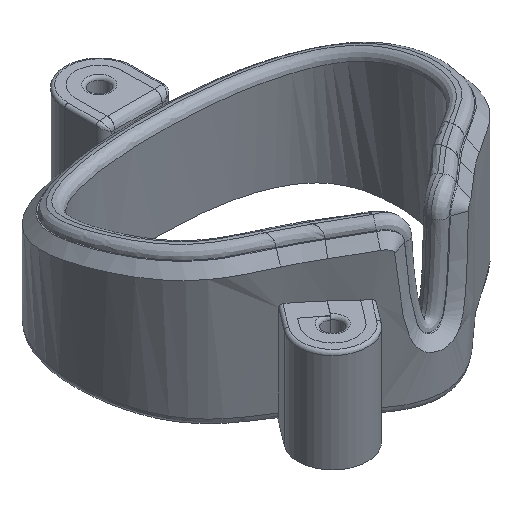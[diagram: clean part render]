
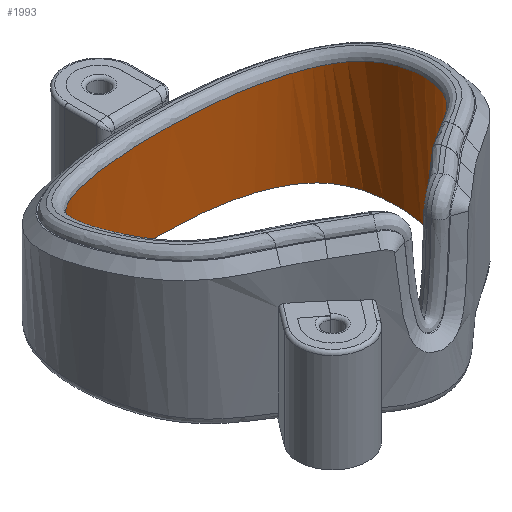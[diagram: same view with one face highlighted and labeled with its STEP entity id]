
A CAD part, isometric view. The second image highlights one B-rep face of the part: STEP entity #1993.
In plain terms, the highlighted free-form (B-spline) face has degree [3, 1] with [21, 2] control points.
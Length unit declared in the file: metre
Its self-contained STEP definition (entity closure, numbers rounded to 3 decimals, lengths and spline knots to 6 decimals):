
#195=B_SPLINE_CURVE_WITH_KNOTS('',3,(#3697,#3698,#3699,#3700,#3701,#3702,
#3703,#3704,#3705,#3706,#3707,#3708,#3709,#3710,#3711,#3712,#3713,#3714,
#3715,#3716,#3717,#3718,#3719,#3720,#3721,#3722,#3723,#3724,#3725,#3726),
 .UNSPECIFIED.,.F.,.F.,(4,1,1,1,1,1,1,1,1,1,1,1,1,1,1,1,1,1,1,1,1,1,1,1,
1,1,1,4),(0.,0.002543,0.005086,0.007629,
0.010171,0.012714,0.015257,0.0178,
0.020343,0.022886,0.025429,0.027971,
0.030514,0.0356,0.040686,0.045772,
0.050857,0.0534,0.055943,0.058486,
0.061029,0.063572,0.066114,0.0712,
0.073743,0.076286,0.078829,0.081372),
 .UNSPECIFIED.);
#196=B_SPLINE_CURVE_WITH_KNOTS('',3,(#3730,#3731,#3732,#3733,#3734,#3735,
#3736,#3737,#3738,#3739,#3740,#3741,#3742),.UNSPECIFIED.,.T.,.F.,(1,3,1,
1,1,1,1,1,1,1,1,3,1),(-0.123861,0.,0.123861,0.216091,
0.308321,0.401805,0.5,0.598195,0.691679,
0.783909,0.876139,1.,1.123861),.UNSPECIFIED.);
#445=ORIENTED_EDGE('',*,*,#1003,.F.);
#446=ORIENTED_EDGE('',*,*,#1004,.T.);
#447=ORIENTED_EDGE('',*,*,#1005,.T.);
#448=ORIENTED_EDGE('',*,*,#1006,.F.);
#1003=EDGE_CURVE('',#1291,#1292,#1461,.T.);
#1004=EDGE_CURVE('',#1291,#1293,#195,.T.);
#1005=EDGE_CURVE('',#1293,#1294,#1462,.T.);
#1006=EDGE_CURVE('',#1292,#1294,#196,.T.);
#1291=VERTEX_POINT('',#3695);
#1292=VERTEX_POINT('',#3696);
#1293=VERTEX_POINT('',#3727);
#1294=VERTEX_POINT('',#3729);
#1461=LINE('',#3694,#1574);
#1462=LINE('',#3728,#1575);
#1574=VECTOR('',#2323,1.);
#1575=VECTOR('',#2324,1.);
#1697=EDGE_LOOP('',(#445,#446,#447,#448));
#1829=FACE_BOUND('',#1697,.T.);
#1935=B_SPLINE_SURFACE_WITH_KNOTS('',3,1,((#3652,#3653),(#3654,#3655),(#3656,
#3657),(#3658,#3659),(#3660,#3661),(#3662,#3663),(#3664,#3665),(#3666,#3667),
(#3668,#3669),(#3670,#3671),(#3672,#3673),(#3674,#3675),(#3676,#3677),(#3678,
#3679),(#3680,#3681),(#3682,#3683),(#3684,#3685),(#3686,#3687),(#3688,#3689),
(#3690,#3691),(#3692,#3693)),.SURF_OF_LINEAR_EXTRUSION.,.F.,.F.,.F.,(4,
1,1,1,1,1,1,1,1,1,1,1,1,1,1,1,1,1,4),(2,2),(0.6404,0.68535,
0.7303,0.77525,0.8202,0.86515,
0.887625,0.9101,0.95505,1.,
1.04495,1.0899,1.112375,1.13485,1.1798,
1.22475,1.2697,1.31465,1.3596),(0.,
1.),.UNSPECIFIED.);
#1993=ADVANCED_FACE('',(#1829),#1935,.T.);
#2323=DIRECTION('',(0.,0.,-1.));
#2324=DIRECTION('',(0.,0.,-1.));
#3652=CARTESIAN_POINT('',(0.01198,-0.008761,0.018155));
#3653=CARTESIAN_POINT('',(0.01198,-0.008761,0.));
#3654=CARTESIAN_POINT('',(0.013224,-0.007952,0.018155));
#3655=CARTESIAN_POINT('',(0.013224,-0.007952,0.));
#3656=CARTESIAN_POINT('',(0.015543,-0.006409,0.018155));
#3657=CARTESIAN_POINT('',(0.015543,-0.006409,0.));
#3658=CARTESIAN_POINT('',(0.017739,-0.002715,0.018155));
#3659=CARTESIAN_POINT('',(0.017739,-0.002715,0.));
#3660=CARTESIAN_POINT('',(0.018677,0.001868,0.018155));
#3661=CARTESIAN_POINT('',(0.018677,0.001868,0.));
#3662=CARTESIAN_POINT('',(0.01857,0.006572,0.018155));
#3663=CARTESIAN_POINT('',(0.01857,0.006572,0.));
#3664=CARTESIAN_POINT('',(0.01716,0.010024,0.018155));
#3665=CARTESIAN_POINT('',(0.01716,0.010024,0.));
#3666=CARTESIAN_POINT('',(0.014857,0.012138,0.018155));
#3667=CARTESIAN_POINT('',(0.014857,0.012138,0.));
#3668=CARTESIAN_POINT('',(0.011786,0.013776,0.018155));
#3669=CARTESIAN_POINT('',(0.011786,0.013776,0.));
#3670=CARTESIAN_POINT('',(0.006837,0.015026,0.018155));
#3671=CARTESIAN_POINT('',(0.006837,0.015026,0.));
#3672=CARTESIAN_POINT('',(0.,0.015455,0.018155));
#3673=CARTESIAN_POINT('',(0.,0.015455,0.));
#3674=CARTESIAN_POINT('',(-0.006837,0.015026,0.018155));
#3675=CARTESIAN_POINT('',(-0.006837,0.015026,0.));
#3676=CARTESIAN_POINT('',(-0.011786,0.013776,0.018155));
#3677=CARTESIAN_POINT('',(-0.011786,0.013776,0.));
#3678=CARTESIAN_POINT('',(-0.014857,0.012138,0.018155));
#3679=CARTESIAN_POINT('',(-0.014857,0.012138,0.));
#3680=CARTESIAN_POINT('',(-0.01716,0.010024,0.018155));
#3681=CARTESIAN_POINT('',(-0.01716,0.010024,0.));
#3682=CARTESIAN_POINT('',(-0.01857,0.006572,0.018155));
#3683=CARTESIAN_POINT('',(-0.01857,0.006572,0.));
#3684=CARTESIAN_POINT('',(-0.018677,0.001868,0.018155));
#3685=CARTESIAN_POINT('',(-0.018677,0.001868,0.));
#3686=CARTESIAN_POINT('',(-0.017739,-0.002715,0.018155));
#3687=CARTESIAN_POINT('',(-0.017739,-0.002715,0.));
#3688=CARTESIAN_POINT('',(-0.015543,-0.006409,0.018155));
#3689=CARTESIAN_POINT('',(-0.015543,-0.006409,0.));
#3690=CARTESIAN_POINT('',(-0.013224,-0.007952,0.018155));
#3691=CARTESIAN_POINT('',(-0.013224,-0.007952,0.));
#3692=CARTESIAN_POINT('',(-0.01198,-0.008761,0.018155));
#3693=CARTESIAN_POINT('',(-0.01198,-0.008761,0.));
#3694=CARTESIAN_POINT('',(0.01198,-0.008761,0.022));
#3695=CARTESIAN_POINT('',(0.01198,-0.008761,0.018047));
#3696=CARTESIAN_POINT('',(0.01198,-0.008761,0.));
#3697=CARTESIAN_POINT('',(0.01198,-0.008761,0.018047));
#3698=CARTESIAN_POINT('',(0.012689,-0.0083,0.01796));
#3699=CARTESIAN_POINT('',(0.014096,-0.007375,0.017784));
#3700=CARTESIAN_POINT('',(0.01597,-0.00563,0.017433));
#3701=CARTESIAN_POINT('',(0.017233,-0.003486,0.017002));
#3702=CARTESIAN_POINT('',(0.018059,-0.001109,0.016518));
#3703=CARTESIAN_POINT('',(0.018495,0.001304,0.015978));
#3704=CARTESIAN_POINT('',(0.018629,0.003779,0.015344));
#3705=CARTESIAN_POINT('',(0.018442,0.00617,0.014629));
#3706=CARTESIAN_POINT('',(0.017796,0.008513,0.013812));
#3707=CARTESIAN_POINT('',(0.01656,0.010615,0.012973));
#3708=CARTESIAN_POINT('',(0.014691,0.012251,0.012327));
#3709=CARTESIAN_POINT('',(0.012437,0.013401,0.011935));
#3710=CARTESIAN_POINT('',(0.009233,0.014462,0.011601));
#3711=CARTESIAN_POINT('',(0.005071,0.015156,0.011404));
#3712=CARTESIAN_POINT('',(0.000023,0.01539,0.011339));
#3713=CARTESIAN_POINT('',(-0.005056,0.015157,0.011404));
#3714=CARTESIAN_POINT('',(-0.009193,0.014471,0.011598));
#3715=CARTESIAN_POINT('',(-0.012413,0.013411,0.011932));
#3716=CARTESIAN_POINT('',(-0.014669,0.012265,0.012322));
#3717=CARTESIAN_POINT('',(-0.016543,0.010636,0.012965));
#3718=CARTESIAN_POINT('',(-0.017783,0.008542,0.013801));
#3719=CARTESIAN_POINT('',(-0.018438,0.00621,0.014616));
#3720=CARTESIAN_POINT('',(-0.018689,0.002965,0.015588));
#3721=CARTESIAN_POINT('',(-0.018331,-0.000303,0.016354));
#3722=CARTESIAN_POINT('',(-0.017243,-0.003472,0.016999));
#3723=CARTESIAN_POINT('',(-0.015954,-0.00565,0.017437));
#3724=CARTESIAN_POINT('',(-0.014102,-0.007368,0.017783));
#3725=CARTESIAN_POINT('',(-0.012689,-0.0083,0.01796));
#3726=CARTESIAN_POINT('',(-0.01198,-0.008761,0.018047));
#3727=CARTESIAN_POINT('',(-0.01198,-0.008761,0.018047));
#3728=CARTESIAN_POINT('',(-0.01198,-0.008761,0.022));
#3729=CARTESIAN_POINT('',(-0.01198,-0.008761,0.));
#3730=CARTESIAN_POINT('',(0.,0.015312,0.));
#3731=CARTESIAN_POINT('',(-0.006279,0.015312,0.));
#3732=CARTESIAN_POINT('',(-0.017234,0.013419,0.));
#3733=CARTESIAN_POINT('',(-0.019314,0.002786,0.));
#3734=CARTESIAN_POINT('',(-0.016644,-0.006811,0.));
#3735=CARTESIAN_POINT('',(-0.008101,-0.010289,0.));
#3736=CARTESIAN_POINT('',(0.,-0.020692,0.));
#3737=CARTESIAN_POINT('',(0.008101,-0.010289,0.));
#3738=CARTESIAN_POINT('',(0.016644,-0.006811,0.));
#3739=CARTESIAN_POINT('',(0.019314,0.002786,0.));
#3740=CARTESIAN_POINT('',(0.017234,0.013419,0.));
#3741=CARTESIAN_POINT('',(0.006279,0.015312,0.));
#3742=CARTESIAN_POINT('',(0.,0.015312,0.));
